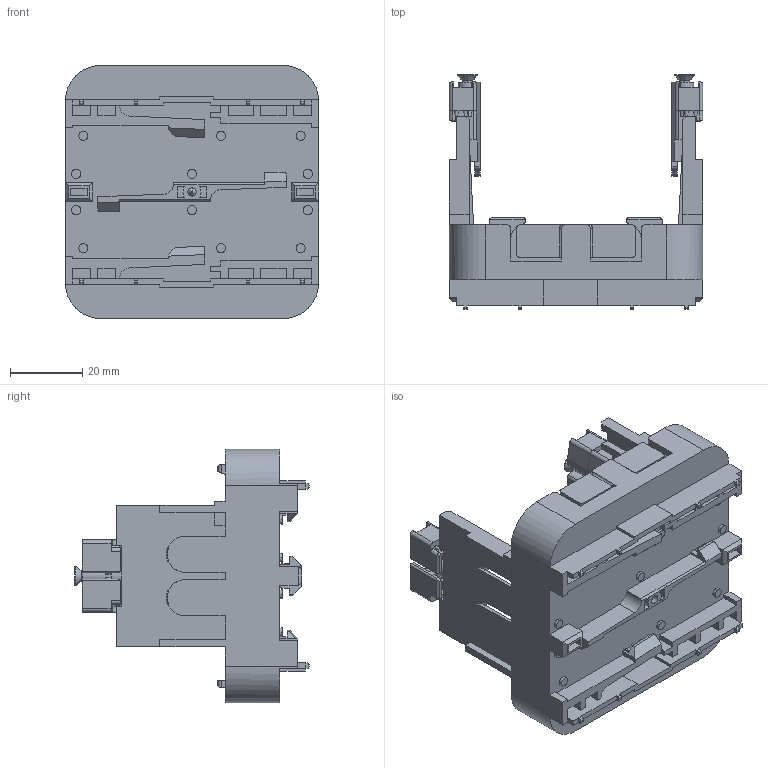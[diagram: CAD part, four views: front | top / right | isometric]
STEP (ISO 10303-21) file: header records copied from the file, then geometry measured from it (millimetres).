
FILE_DESCRIPTION (( 'STEP AP214' ), '1' );
FILE_NAME ('H02010B0014H50.STEP', '2013-11-05T14:11:18', ( 'Wartung1' ), ( '' ), 'SwSTEP 2.0', 'SolidWorks 2013', '' );
FILE_SCHEMA (( 'AUTOMOTIVE_DESIGN' ));
Length unit declared in the file: millimetre
Products named in the file (1): H02010B0014H50
Bounding box: 70 x 64.7 x 70 mm (x, y, z)
Volume: 44556.9 mm3; surface area: 35260.4 mm2
Topology: 5 solids, 5 shells, 959 faces, 2717 edges, 1772 vertices
Faces by surface type: plane 722, cylinder 205, cone 30, torus 2
Entity records: 41223 total; most frequent: CARTESIAN_POINT 5621, ORIENTED_EDGE 5434, DIRECTION 5043, EDGE_CURVE 2717, VECTOR 2215, LINE 2215, VERTEX_POINT 1772, AXIS2_PLACEMENT_3D 1414
